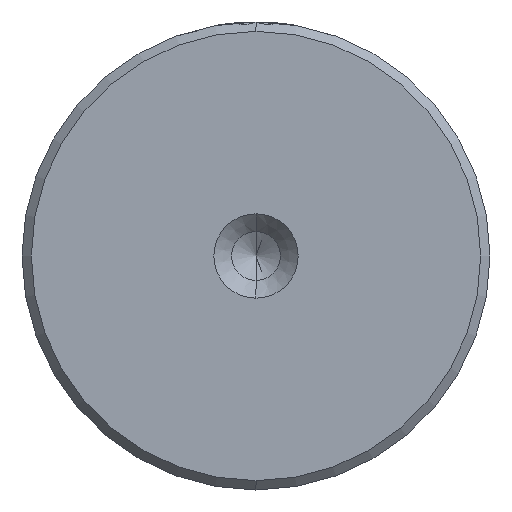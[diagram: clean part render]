
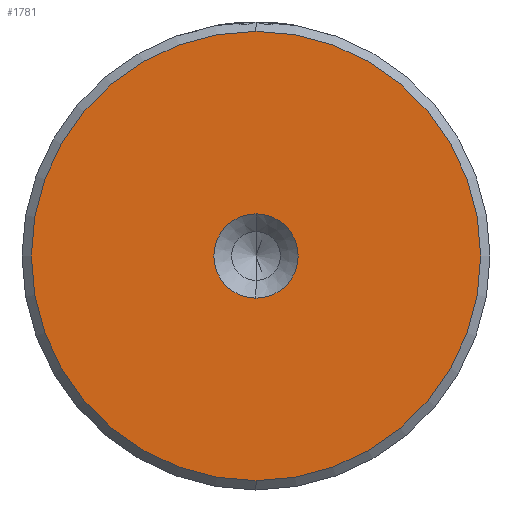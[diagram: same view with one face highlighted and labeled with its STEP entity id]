
A CAD part, left-side view. The second image highlights one B-rep face of the part: STEP entity #1781.
In plain terms, the highlighted planar face has unit normal (-1, 0, 0).
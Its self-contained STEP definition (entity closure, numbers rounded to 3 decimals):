
#56 = CARTESIAN_POINT ( 'NONE',  ( 0., 0., 0. ) ) ;
#88 = DIRECTION ( 'NONE',  ( 0., 0., 1. ) ) ;
#233 = ORIENTED_EDGE ( 'NONE', *, *, #243, .T. ) ;
#243 = EDGE_CURVE ( 'NONE', #1567, #709, #1310, .T. ) ;
#313 = DIRECTION ( 'NONE',  ( -1., 0., 0. ) ) ;
#327 = CARTESIAN_POINT ( 'NONE',  ( 0., 0., -2.25 ) ) ;
#333 = AXIS2_PLACEMENT_3D ( 'NONE', #1476, #358, #1647 ) ;
#358 = DIRECTION ( 'NONE',  ( -1., 0., 0. ) ) ;
#458 = DIRECTION ( 'NONE',  ( 0., 0., 1. ) ) ;
#533 = ORIENTED_EDGE ( 'NONE', *, *, #2149, .F. ) ;
#709 = VERTEX_POINT ( 'NONE', #1112 ) ;
#748 = AXIS2_PLACEMENT_3D ( 'NONE', #2032, #2025, #2017 ) ;
#841 = VERTEX_POINT ( 'NONE', #1076 ) ;
#1051 = EDGE_CURVE ( 'NONE', #709, #1567, #2229, .T. ) ;
#1076 = CARTESIAN_POINT ( 'NONE',  ( 0., 0., 2.25 ) ) ;
#1112 = CARTESIAN_POINT ( 'NONE',  ( 0., 0., -12. ) ) ;
#1189 = VERTEX_POINT ( 'NONE', #327 ) ;
#1195 = CIRCLE ( 'NONE', #1904, 2.25 ) ;
#1206 = PLANE ( 'NONE',  #1413 ) ;
#1226 = AXIS2_PLACEMENT_3D ( 'NONE', #2323, #1234, #88 ) ;
#1234 = DIRECTION ( 'NONE',  ( -1., 0., 0. ) ) ;
#1303 = FACE_BOUND ( 'NONE', #1822, .T. ) ;
#1310 = CIRCLE ( 'NONE', #748, 12. ) ;
#1413 = AXIS2_PLACEMENT_3D ( 'NONE', #56, #1564, #458 ) ;
#1435 = CARTESIAN_POINT ( 'NONE',  ( 0., 0., 0. ) ) ;
#1476 = CARTESIAN_POINT ( 'NONE',  ( 0., 0., 0. ) ) ;
#1564 = DIRECTION ( 'NONE',  ( -1., 0., 0. ) ) ;
#1567 = VERTEX_POINT ( 'NONE', #2155 ) ;
#1610 = DIRECTION ( 'NONE',  ( 0., 0., 1. ) ) ;
#1632 = CIRCLE ( 'NONE', #333, 2.25 ) ;
#1647 = DIRECTION ( 'NONE',  ( 0., 0., 1. ) ) ;
#1777 = FACE_OUTER_BOUND ( 'NONE', #2183, .T. ) ;
#1781 = ADVANCED_FACE ( 'NONE', ( #1777, #1303 ), #1206, .T. ) ;
#1822 = EDGE_LOOP ( 'NONE', ( #533, #2356 ) ) ;
#1868 = EDGE_CURVE ( 'NONE', #1189, #841, #1195, .T. ) ;
#1904 = AXIS2_PLACEMENT_3D ( 'NONE', #1435, #313, #1610 ) ;
#2017 = DIRECTION ( 'NONE',  ( 0., 0., 1. ) ) ;
#2025 = DIRECTION ( 'NONE',  ( -1., 0., 0. ) ) ;
#2032 = CARTESIAN_POINT ( 'NONE',  ( 0., 0., 0. ) ) ;
#2146 = ORIENTED_EDGE ( 'NONE', *, *, #1051, .T. ) ;
#2149 = EDGE_CURVE ( 'NONE', #841, #1189, #1632, .T. ) ;
#2155 = CARTESIAN_POINT ( 'NONE',  ( 0., 0., 12. ) ) ;
#2183 = EDGE_LOOP ( 'NONE', ( #2146, #233 ) ) ;
#2229 = CIRCLE ( 'NONE', #1226, 12. ) ;
#2323 = CARTESIAN_POINT ( 'NONE',  ( 0., 0., 0. ) ) ;
#2356 = ORIENTED_EDGE ( 'NONE', *, *, #1868, .F. ) ;
